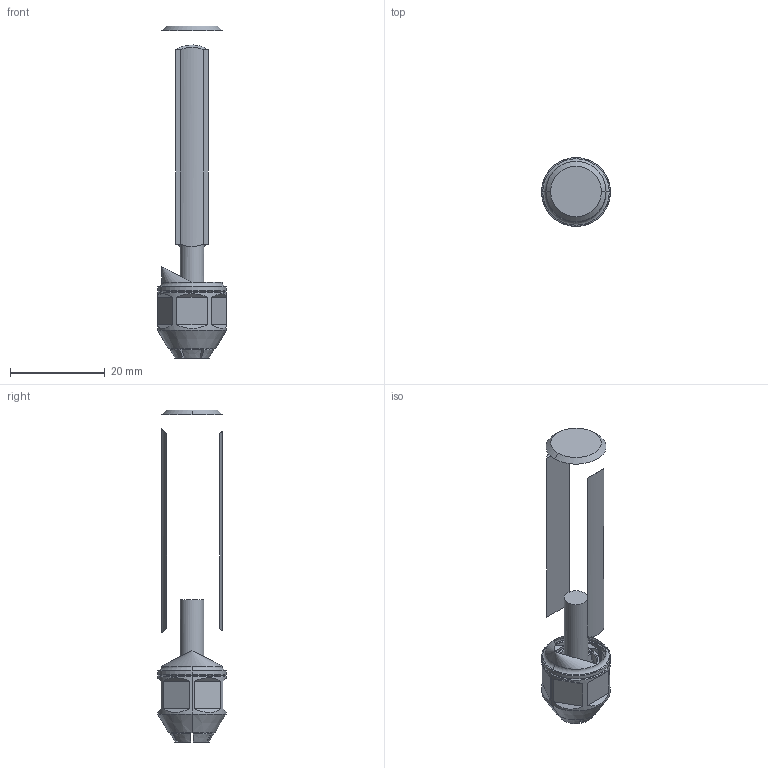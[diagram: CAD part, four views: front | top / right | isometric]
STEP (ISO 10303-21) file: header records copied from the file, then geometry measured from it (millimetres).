
FILE_DESCRIPTION(/* description */ (''),/* implementation_level */ '2;1');
FILE_NAME(/* name */ '1587010236222.stp',/* time_stamp */ '2020-04-16T09:41:02+05:00',/* author */ (''),/* organization */ ('SMS'),/* preprocessor_version */ 'ST-DEVELOPER v16.7',/* originating_system */ 'SIEMENS PLM Software NX 12.0',/* authorisation */ '');
FILE_SCHEMA (('AUTOMOTIVE_DESIGN { 1 0 10303 214 3 1 1 1 }'));
Length unit declared in the file: millimetre
Products named in the file (1): 202195641mod000_00
Bounding box: 14.5 x 14.5 x 70 mm (x, y, z)
Volume: 1396.3 mm3; surface area: 3070.4 mm2
Topology: 2 solids, 4 shells, 128 faces, 365 edges, 244 vertices
Faces by surface type: plane 58, cylinder 31, cone 24, torus 12, bspline 3
Full cylindrical faces by diameter (mm): 5.016 x1, 12.688 x2
Entity records: 5004 total; most frequent: CARTESIAN_POINT 1453, ORIENTED_EDGE 774, DIRECTION 682, EDGE_CURVE 387, VERTEX_POINT 282, AXIS2_PLACEMENT_3D 248, LINE 186, VECTOR 186
